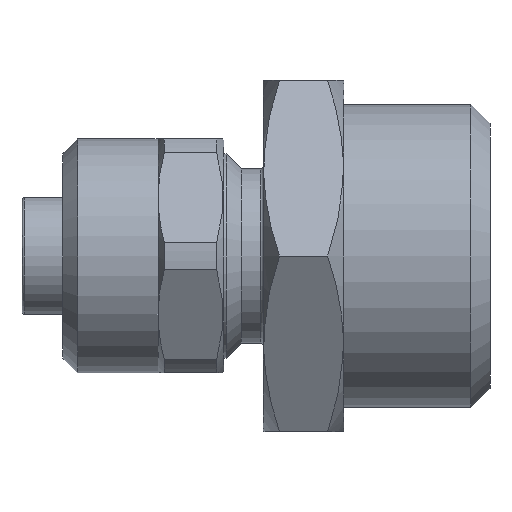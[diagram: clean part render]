
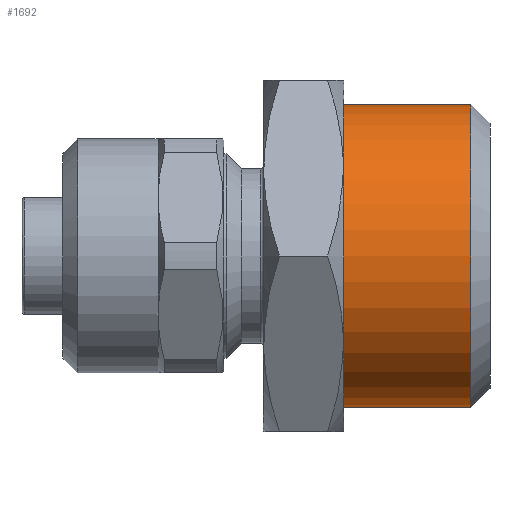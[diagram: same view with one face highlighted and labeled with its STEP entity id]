
A CAD part, left-side view. The second image highlights one B-rep face of the part: STEP entity #1692.
In plain terms, the highlighted cylindrical face has radius 10.35 mm (diameter 20.7 mm), a partial arc.
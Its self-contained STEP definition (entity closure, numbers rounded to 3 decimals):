
#23 = EDGE_CURVE ( 'NONE', #1344, #1423, #1217, .T. ) ;
#45 = EDGE_CURVE ( 'NONE', #1439, #1405, #1229, .T. ) ;
#76 = ORIENTED_EDGE ( 'NONE', *, *, #45, .T. ) ;
#77 = ORIENTED_EDGE ( 'NONE', *, *, #1642, .T. ) ;
#80 = ORIENTED_EDGE ( 'NONE', *, *, #23, .F. ) ;
#85 = ORIENTED_EDGE ( 'NONE', *, *, #1641, .F. ) ;
#271 = CARTESIAN_POINT ( 'NONE',  ( 0., -8.621, 0. ) ) ;
#272 = DIRECTION ( 'NONE',  ( 0., -1., 0. ) ) ;
#273 = DIRECTION ( 'NONE',  ( 0., 0., -1. ) ) ;
#492 = VECTOR ( 'NONE', #769, 1000. ) ;
#548 = VECTOR ( 'NONE', #829, 1000. ) ;
#576 = AXIS2_PLACEMENT_3D ( 'NONE', #2092, #2093, #2094 ) ;
#585 = AXIS2_PLACEMENT_3D ( 'NONE', #2095, #2096, #2097 ) ;
#607 = CIRCLE ( 'NONE', #585, 10.35 ) ;
#609 = CIRCLE ( 'NONE', #576, 10.35 ) ;
#698 = AXIS2_PLACEMENT_3D ( 'NONE', #271, #272, #273 ) ;
#768 = CARTESIAN_POINT ( 'NONE',  ( 0., -8.621, 10.35 ) ) ;
#769 = DIRECTION ( 'NONE',  ( 0., -1., 0. ) ) ;
#828 = CARTESIAN_POINT ( 'NONE',  ( 0., -8.621, -10.35 ) ) ;
#829 = DIRECTION ( 'NONE',  ( 0., -1., 0. ) ) ;
#921 = EDGE_LOOP ( 'NONE', ( #80, #77, #76, #85 ) ) ;
#1102 = FACE_OUTER_BOUND ( 'NONE', #921, .T. ) ;
#1103 = CYLINDRICAL_SURFACE ( 'NONE', #698, 10.35 ) ;
#1217 = LINE ( 'NONE', #768, #492 ) ;
#1229 = LINE ( 'NONE', #828, #548 ) ;
#1344 = VERTEX_POINT ( 'NONE', #2155 ) ;
#1405 = VERTEX_POINT ( 'NONE', #2184 ) ;
#1423 = VERTEX_POINT ( 'NONE', #2188 ) ;
#1439 = VERTEX_POINT ( 'NONE', #2200 ) ;
#1641 = EDGE_CURVE ( 'NONE', #1423, #1405, #609, .T. ) ;
#1642 = EDGE_CURVE ( 'NONE', #1344, #1439, #607, .T. ) ;
#1692 = ADVANCED_FACE ( 'NONE', ( #1102 ), #1103, .T. ) ;
#2092 = CARTESIAN_POINT ( 'NONE',  ( 0., 1.3, 0. ) ) ;
#2093 = DIRECTION ( 'NONE',  ( 0., -1., 0. ) ) ;
#2094 = DIRECTION ( 'NONE',  ( 0., 0., -1. ) ) ;
#2095 = CARTESIAN_POINT ( 'NONE',  ( 0., 10., 0. ) ) ;
#2096 = DIRECTION ( 'NONE',  ( 0., -1., 0. ) ) ;
#2097 = DIRECTION ( 'NONE',  ( 0., 0., -1. ) ) ;
#2155 = CARTESIAN_POINT ( 'NONE',  ( 0., 10., 10.35 ) ) ;
#2184 = CARTESIAN_POINT ( 'NONE',  ( 0., 1.3, -10.35 ) ) ;
#2188 = CARTESIAN_POINT ( 'NONE',  ( 0., 1.3, 10.35 ) ) ;
#2200 = CARTESIAN_POINT ( 'NONE',  ( 0., 10., -10.35 ) ) ;
